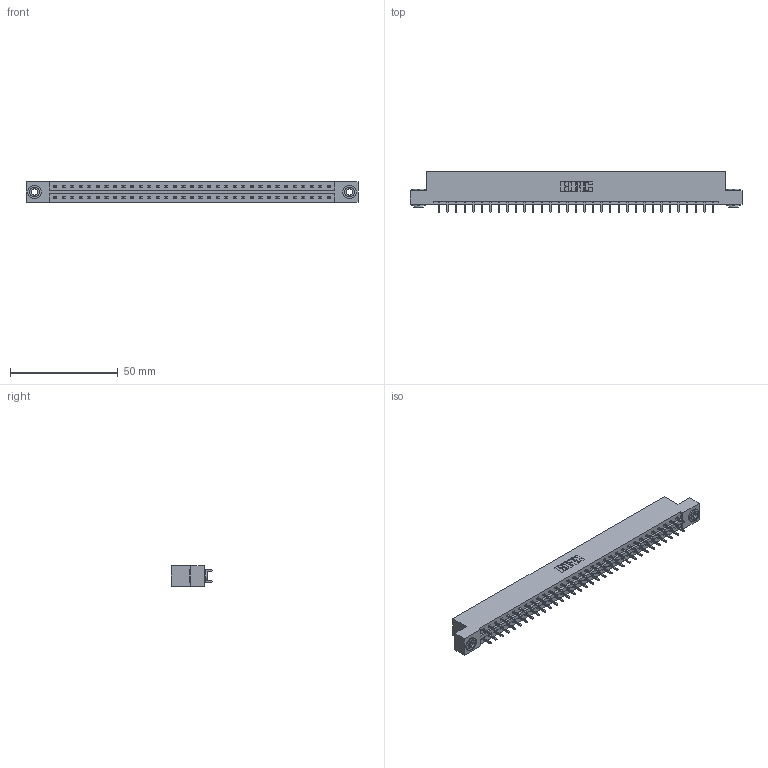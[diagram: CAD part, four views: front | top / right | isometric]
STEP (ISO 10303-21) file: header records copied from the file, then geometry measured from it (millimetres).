
FILE_DESCRIPTION (( 'STEP AP203' ), '1' );
FILE_NAME ('337-066-521-203.STEP', '2019-10-09T22:56:25', ( '' ), ( '' ), 'SwSTEP 2.0', 'SolidWorks 2016', '' );
FILE_SCHEMA (( 'CONFIG_CONTROL_DESIGN' ));
Length unit declared in the file: inch
Products named in the file (4): 337-066-521-203; 337 Part_Flush Mounting Lugs - 0.156 Dia-TH; 345-250-002_345-250-002-102; 345-292-001_345-293-121
Assembly tree (69 placements, depth 2):
  337-066-521-203
    337 Part_Flush Mounting Lugs - 0.156 Dia-TH
    345-292-001_345-293-121  x66
    345-250-002_345-250-002-102  x2
Bounding box: 153.77 x 19.06 x 9.4 mm (x, y, z)
Volume: 16078.3 mm3; surface area: 18117.9 mm2
Topology: 69 solids, 69 shells, 3716 faces, 11013 edges, 7250 vertices
Faces by surface type: plane 2588, cylinder 1120, cone 8
Entity records: 27418 total; most frequent: CARTESIAN_POINT 4601, ORIENTED_EDGE 4530, DIRECTION 3963, EDGE_CURVE 2265, VECTOR 2113, LINE 2113, VERTEX_POINT 1506, AXIS2_PLACEMENT_3D 925
